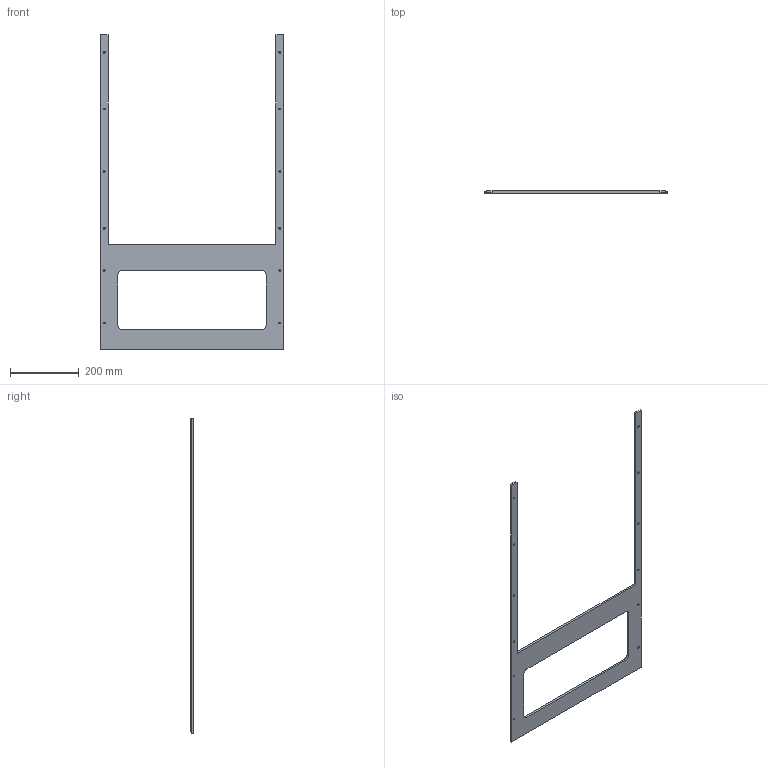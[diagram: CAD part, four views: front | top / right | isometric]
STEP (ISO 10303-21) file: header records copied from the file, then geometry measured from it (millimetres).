
FILE_DESCRIPTION(/* description */ (''),/* implementation_level */ '2;1');
FILE_NAME(/* name */ 'Front_wall.stp',/* time_stamp */ '2021-12-21T14:21:11-05:00',/* author */ (''),/* organization */ (''),/* preprocessor_version */ 'ST-DEVELOPER v18.1',/* originating_system */ 'SIEMENS PLM Software NX 2000',/* authorisation */ '');
FILE_SCHEMA (('AP203_CONFIGURATION_CONTROLLED_3D_DESIGN_OF_MECHANICAL_PARTS_AND_ASSEMBLIES_MIM_LF { 1 0 10303 403 2 1 2}'));
Length unit declared in the file: inch
Products named in the file (1): trap12B469EEgv7m
Bounding box: 533.4 x 6.35 x 914.4 mm (x, y, z)
Volume: 688428.2 mm3; surface area: 266433.2 mm2
Topology: 1 solids, 1 shells, 34 faces, 104 edges, 72 vertices
Faces by surface type: plane 18, cylinder 16
Full cylindrical faces by diameter (mm): 4.826 x12
Entity records: 1192 total; most frequent: DIRECTION 186, CARTESIAN_POINT 183, ORIENTED_EDGE 168, EDGE_CURVE 84, EDGE_LOOP 72, AXIS2_PLACEMENT_3D 67, VERTEX_POINT 64, FACE_BOUND 52
